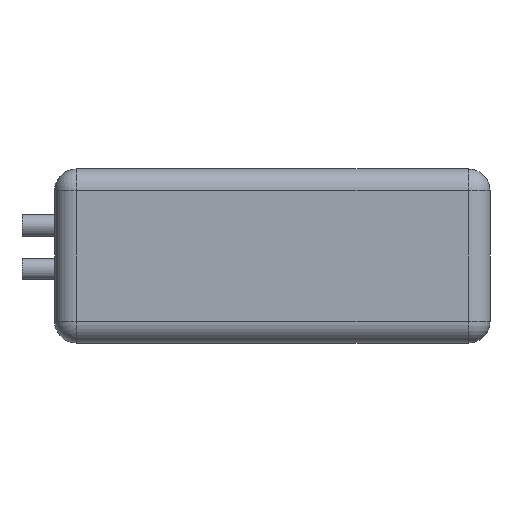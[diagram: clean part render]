
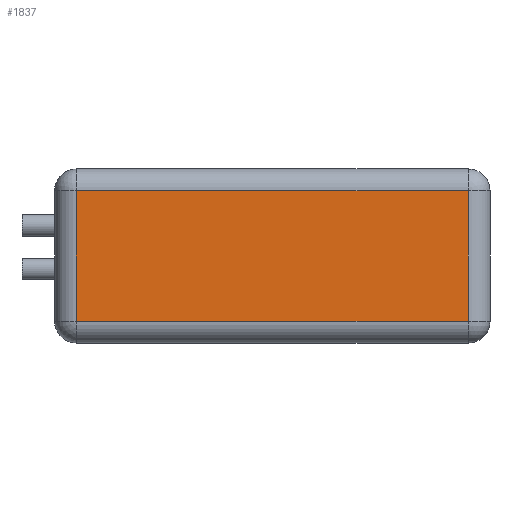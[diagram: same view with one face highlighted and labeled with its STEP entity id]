
A CAD part, left-side view. The second image highlights one B-rep face of the part: STEP entity #1837.
In plain terms, the highlighted planar face has unit normal (-1, 0, 0).
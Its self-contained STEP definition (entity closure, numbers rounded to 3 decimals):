
#173=PLANE('',#1938);
#260=FACE_OUTER_BOUND('',#325,.T.);
#325=EDGE_LOOP('',(#1289,#1290,#1291,#1292));
#415=LINE('',#2372,#544);
#424=LINE('',#2397,#553);
#425=LINE('',#2401,#554);
#426=LINE('',#2402,#555);
#544=VECTOR('',#2053,10.);
#553=VECTOR('',#2084,6.8);
#554=VECTOR('',#2089,10.);
#555=VECTOR('',#2090,28.);
#708=VERTEX_POINT('',#2369);
#709=VERTEX_POINT('',#2371);
#714=VERTEX_POINT('',#2396);
#715=VERTEX_POINT('',#2400);
#968=EDGE_CURVE('',#708,#709,#415,.T.);
#981=EDGE_CURVE('',#714,#709,#424,.F.);
#983=EDGE_CURVE('',#715,#708,#425,.T.);
#984=EDGE_CURVE('',#715,#714,#426,.T.);
#1289=ORIENTED_EDGE('',*,*,#968,.F.);
#1290=ORIENTED_EDGE('',*,*,#983,.F.);
#1291=ORIENTED_EDGE('',*,*,#984,.T.);
#1292=ORIENTED_EDGE('',*,*,#981,.T.);
#1837=ADVANCED_FACE('',(#260),#173,.F.);
#1938=AXIS2_PLACEMENT_3D('',#2399,#2087,#2088);
#2053=DIRECTION('',(0.,-1.,0.));
#2084=DIRECTION('',(0.,0.,-1.));
#2087=DIRECTION('center_axis',(1.,0.,0.));
#2088=DIRECTION('ref_axis',(0.,0.,-1.));
#2089=DIRECTION('',(0.,0.,1.));
#2090=DIRECTION('',(0.,-1.,0.));
#2369=CARTESIAN_POINT('',(-24.5,4.,2.6));
#2371=CARTESIAN_POINT('',(-24.5,-14.,2.6));
#2372=CARTESIAN_POINT('',(-24.5,-7.5,2.6));
#2396=CARTESIAN_POINT('',(-24.5,-14.,-3.4));
#2397=CARTESIAN_POINT('',(-24.5,-14.,3.4));
#2399=CARTESIAN_POINT('Origin',(-24.5,-15.,4.4));
#2400=CARTESIAN_POINT('',(-24.5,4.,-3.4));
#2401=CARTESIAN_POINT('',(-24.5,4.,4.4));
#2402=CARTESIAN_POINT('',(-24.5,14.,-3.4));
